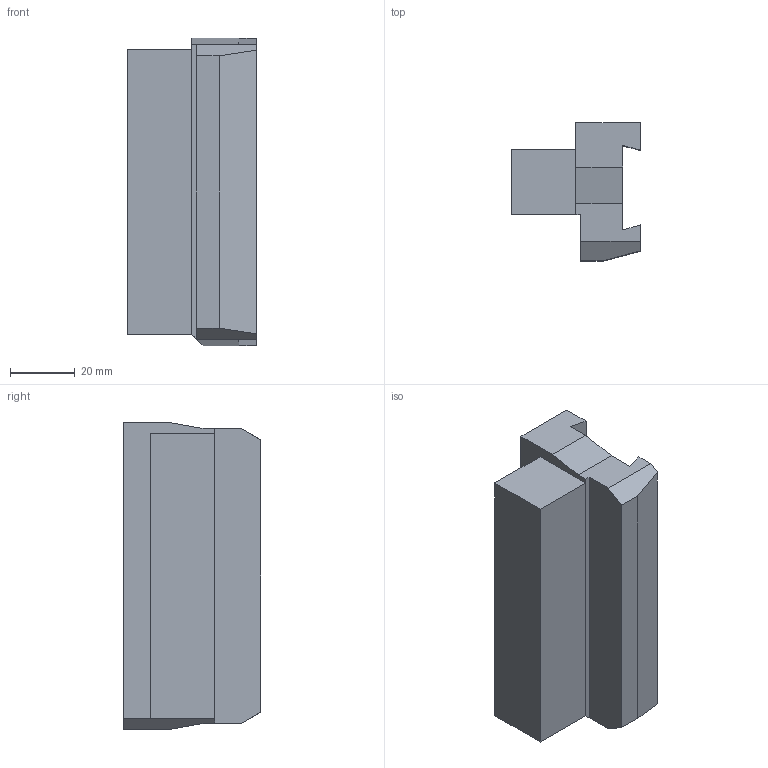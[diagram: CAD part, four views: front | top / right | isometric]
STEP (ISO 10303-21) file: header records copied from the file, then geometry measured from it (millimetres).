
FILE_DESCRIPTION(/* description */ (''),/* implementation_level */ '2;1');
FILE_NAME(/* name */ '150.10-12-20JETI.stp',/* time_stamp */ '2018-04-11T16:03:20+06:00',/* author */ (''),/* organization */ (''),/* preprocessor_version */ 'ST-DEVELOPER v16',/* originating_system */ 'SIEMENS PLM Software NX 11.0',/* authorisation */ '');
FILE_SCHEMA (('AUTOMOTIVE_DESIGN { 1 0 10303 214 3 1 1 1 }'));
Length unit declared in the file: millimetre
Products named in the file (1): 150.10-12-20JETI
Bounding box: 39.8 x 42.58 x 95 mm (x, y, z)
Volume: 97181.7 mm3; surface area: 21698.3 mm2
Topology: 2 solids, 2 shells, 26 faces, 65 edges, 43 vertices
Faces by surface type: plane 26
Entity records: 826 total; most frequent: CARTESIAN_POINT 138, ORIENTED_EDGE 130, DIRECTION 125, EDGE_CURVE 65, LINE 65, VECTOR 65, VERTEX_POINT 43, AXIS2_PLACEMENT_3D 30
